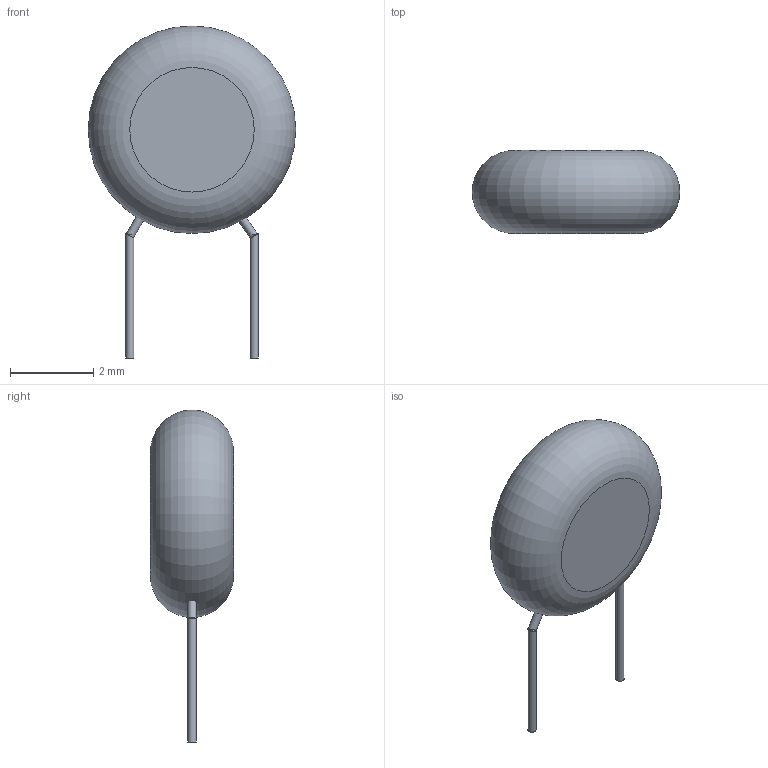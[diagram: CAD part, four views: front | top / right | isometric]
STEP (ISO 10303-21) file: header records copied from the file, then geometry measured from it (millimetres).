
FILE_DESCRIPTION(/* description */ (''),/* implementation_level */ '2;1');
FILE_NAME(/* name */ '100n capacitor v1.step',/* time_stamp */ '2021-05-19T09:26:06+03:00',/* author */ (''),/* organization */ (''),/* preprocessor_version */ 'ST-DEVELOPER v18.1',/* originating_system */ 'Autodesk Translation Framework v10.6.0.1341',/* authorisation */ '');
FILE_SCHEMA (('AUTOMOTIVE_DESIGN { 1 0 10303 214 3 1 1 }'));
Length unit declared in the file: millimetre
Products named in the file (1): 100n capacitor
Bounding box: 5 x 2 x 8 mm (x, y, z)
Volume: 33.5 mm3; surface area: 64.1 mm2
Topology: 5 solids, 5 shells, 17 faces, 19 edges, 12 vertices
Faces by surface type: plane 10, cylinder 4, torus 3
Full cylindrical faces by diameter (mm): 0.2 x4
Entity records: 372 total; most frequent: DIRECTION 70, CARTESIAN_POINT 49, ORIENTED_EDGE 38, AXIS2_PLACEMENT_3D 33, EDGE_CURVE 19, FACE_OUTER_BOUND 17, EDGE_LOOP 17, ADVANCED_FACE 17
